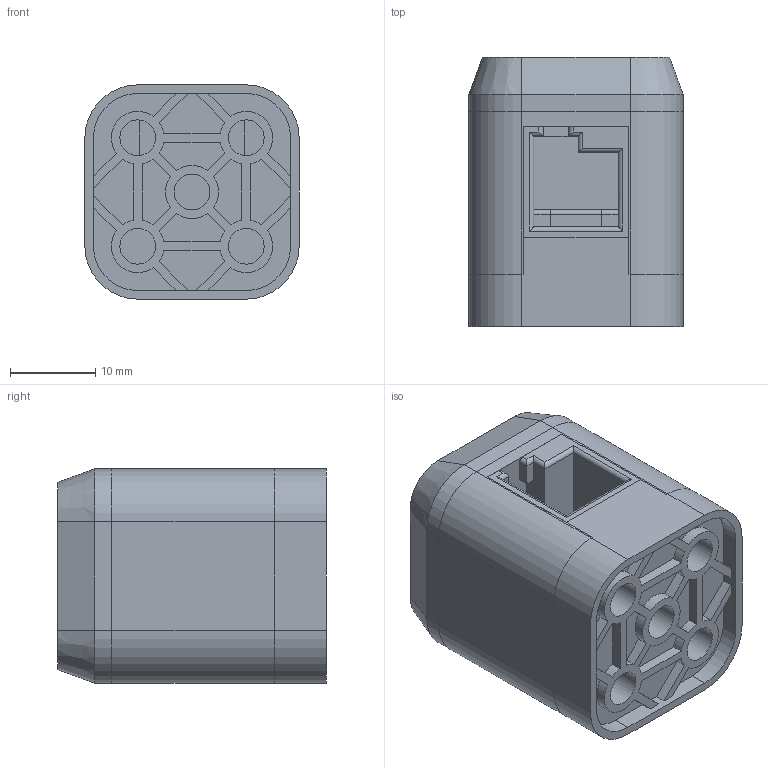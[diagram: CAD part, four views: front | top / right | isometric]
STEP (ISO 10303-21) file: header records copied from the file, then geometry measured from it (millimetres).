
FILE_DESCRIPTION((''),'2;1');
FILE_NAME('228-3010.STEP','2013-06-19T09:44:34',('art_dutra'),(''),'Autodesk Inventor 2013','Autodesk Inventor 2013','');
FILE_SCHEMA(('AUTOMOTIVE_DESIGN { 1 0 10303 214 1 1 1 1 }'));
Length unit declared in the file: millimetre
Products named in the file (6): Touch LED; Middle touch LED; paint top touch LED; Top touch LED; Bottom; 228-2540-901
Assembly tree (5 placements, depth 2):
  Touch LED
    Middle touch LED
    paint top touch LED
    Top touch LED
    Bottom
    228-2540-901
Bounding box: 25.1 x 31.5 x 25.1 mm (x, y, z)
Volume: 15461.6 mm3; surface area: 9942.6 mm2
Topology: 5 solids, 5 shells, 193 faces, 507 edges, 330 vertices
Faces by surface type: plane 120, cylinder 65, cone 8
Full cylindrical faces by diameter (mm): 4.2 x5
Entity records: 6093 total; most frequent: DIRECTION 1040, CARTESIAN_POINT 1036, ORIENTED_EDGE 1004, EDGE_CURVE 502, VECTOR 372, LINE 372, AXIS2_PLACEMENT_3D 334, VERTEX_POINT 330
